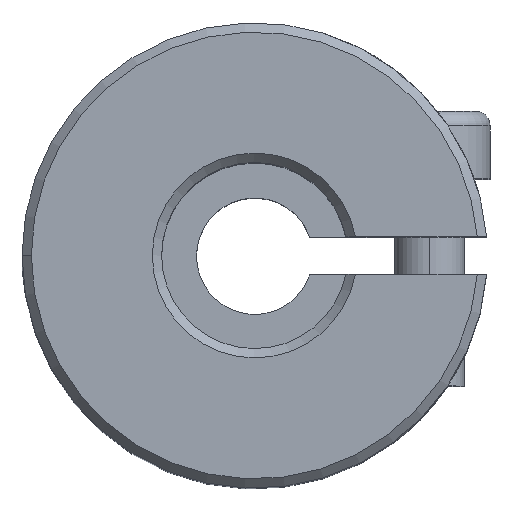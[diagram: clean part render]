
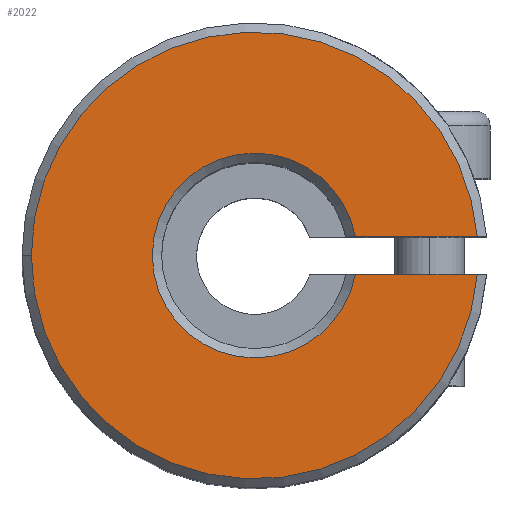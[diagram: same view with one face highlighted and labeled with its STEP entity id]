
A CAD part, top view. The second image highlights one B-rep face of the part: STEP entity #2022.
In plain terms, the highlighted planar face has unit normal (0, 0, 1).
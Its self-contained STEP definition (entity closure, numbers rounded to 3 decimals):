
#18 = VERTEX_POINT ( 'NONE', #1169 ) ;
#24 = AXIS2_PLACEMENT_3D ( 'NONE', #2316, #1856, #1531 ) ;
#26 = EDGE_CURVE ( 'NONE', #213, #18, #2315, .T. ) ;
#76 = VERTEX_POINT ( 'NONE', #2739 ) ;
#98 = ORIENTED_EDGE ( 'NONE', *, *, #1495, .T. ) ;
#158 = DIRECTION ( 'NONE',  ( 1., 0., 0. ) ) ;
#213 = VERTEX_POINT ( 'NONE', #2111 ) ;
#334 = AXIS2_PLACEMENT_3D ( 'NONE', #1155, #1583, #1293 ) ;
#353 = PLANE ( 'NONE',  #882 ) ;
#375 = VECTOR ( 'NONE', #1508, 1000. ) ;
#769 = CARTESIAN_POINT ( 'NONE',  ( 0., -0.8, 25. ) ) ;
#788 = CARTESIAN_POINT ( 'NONE',  ( 9.567, -0.8, 25. ) ) ;
#882 = AXIS2_PLACEMENT_3D ( 'NONE', #2114, #1667, #158 ) ;
#907 = FACE_OUTER_BOUND ( 'NONE', #965, .T. ) ;
#965 = EDGE_LOOP ( 'NONE', ( #1468, #98, #2074, #2663, #2743 ) ) ;
#1066 = VERTEX_POINT ( 'NONE', #2209 ) ;
#1076 = LINE ( 'NONE', #2516, #2007 ) ;
#1155 = CARTESIAN_POINT ( 'NONE',  ( 0., 0., 25. ) ) ;
#1169 = CARTESIAN_POINT ( 'NONE',  ( -9.6, 0., 25. ) ) ;
#1293 = DIRECTION ( 'NONE',  ( 1., 0., 0. ) ) ;
#1295 = DIRECTION ( 'NONE',  ( 1., 0., 0. ) ) ;
#1364 = EDGE_CURVE ( 'NONE', #1066, #213, #1076, .T. ) ;
#1468 = ORIENTED_EDGE ( 'NONE', *, *, #1752, .F. ) ;
#1495 = EDGE_CURVE ( 'NONE', #76, #1066, #1584, .T. ) ;
#1508 = DIRECTION ( 'NONE',  ( 1., 0., 0. ) ) ;
#1531 = DIRECTION ( 'NONE',  ( 1., 0., 0. ) ) ;
#1558 = DIRECTION ( 'NONE',  ( 1., 0., 0. ) ) ;
#1583 = DIRECTION ( 'NONE',  ( 0., 0., -1. ) ) ;
#1584 = CIRCLE ( 'NONE', #334, 4.4 ) ;
#1667 = DIRECTION ( 'NONE',  ( 0., 0., 1. ) ) ;
#1681 = VERTEX_POINT ( 'NONE', #788 ) ;
#1752 = EDGE_CURVE ( 'NONE', #76, #1681, #2157, .T. ) ;
#1856 = DIRECTION ( 'NONE',  ( 0., 0., 1. ) ) ;
#2007 = VECTOR ( 'NONE', #1558, 1000. ) ;
#2022 = ADVANCED_FACE ( 'NONE', ( #907 ), #353, .T. ) ;
#2074 = ORIENTED_EDGE ( 'NONE', *, *, #1364, .T. ) ;
#2111 = CARTESIAN_POINT ( 'NONE',  ( 9.567, 0.8, 25. ) ) ;
#2114 = CARTESIAN_POINT ( 'NONE',  ( 0., 0., 25. ) ) ;
#2157 = LINE ( 'NONE', #769, #375 ) ;
#2209 = CARTESIAN_POINT ( 'NONE',  ( 4.327, 0.8, 25. ) ) ;
#2315 = CIRCLE ( 'NONE', #24, 9.6 ) ;
#2316 = CARTESIAN_POINT ( 'NONE',  ( 0., 0., 25. ) ) ;
#2516 = CARTESIAN_POINT ( 'NONE',  ( 0., 0.8, 25. ) ) ;
#2663 = ORIENTED_EDGE ( 'NONE', *, *, #26, .T. ) ;
#2699 = DIRECTION ( 'NONE',  ( 0., 0., 1. ) ) ;
#2706 = CIRCLE ( 'NONE', #2814, 9.6 ) ;
#2739 = CARTESIAN_POINT ( 'NONE',  ( 4.327, -0.8, 25. ) ) ;
#2743 = ORIENTED_EDGE ( 'NONE', *, *, #2916, .T. ) ;
#2814 = AXIS2_PLACEMENT_3D ( 'NONE', #2826, #2699, #1295 ) ;
#2826 = CARTESIAN_POINT ( 'NONE',  ( 0., 0., 25. ) ) ;
#2916 = EDGE_CURVE ( 'NONE', #18, #1681, #2706, .T. ) ;
